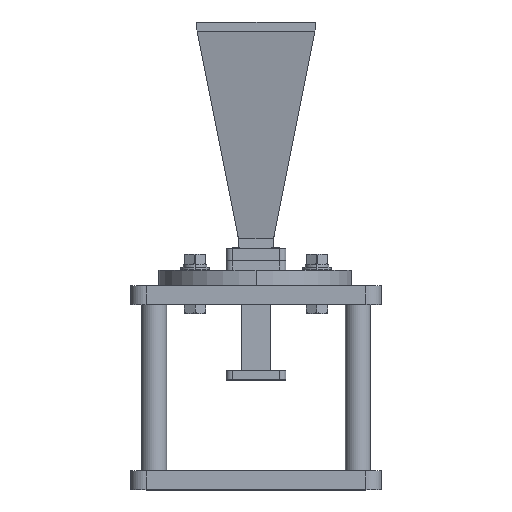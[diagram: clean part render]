
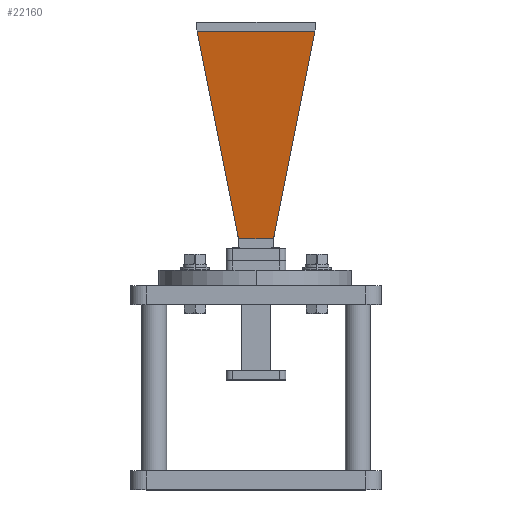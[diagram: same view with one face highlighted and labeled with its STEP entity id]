
A CAD part, top view. The second image highlights one B-rep face of the part: STEP entity #22160.
In plain terms, the highlighted face is planar.
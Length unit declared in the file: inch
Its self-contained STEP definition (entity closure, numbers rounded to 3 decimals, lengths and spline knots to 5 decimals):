
#11 = EDGE_CURVE ( 'NONE', #34914, #12860, #24381, .T. ) ;
#244 = EDGE_CURVE ( 'NONE', #38432, #34914, #10679, .T. ) ;
#1829 = VECTOR ( 'NONE', #22022, 39.37008 ) ;
#3336 = ORIENTED_EDGE ( 'NONE', *, *, #11, .T. ) ;
#3714 = FACE_OUTER_BOUND ( 'NONE', #8158, .T. ) ;
#4020 = DIRECTION ( 'NONE',  ( 0., 1., 0. ) ) ;
#8158 = EDGE_LOOP ( 'NONE', ( #3336, #10729, #30964, #29739 ) ) ;
#9922 = VECTOR ( 'NONE', #18154, 39.37008 ) ;
#9938 = PLANE ( 'NONE',  #23487 ) ;
#10097 = VERTEX_POINT ( 'NONE', #23638 ) ;
#10137 = DIRECTION ( 'NONE',  ( -0.159, 0., 0.987 ) ) ;
#10679 = LINE ( 'NONE', #13483, #31774 ) ;
#10729 = ORIENTED_EDGE ( 'NONE', *, *, #35143, .T. ) ;
#12860 = VERTEX_POINT ( 'NONE', #25084 ) ;
#13483 = CARTESIAN_POINT ( 'NONE',  ( -0.56799, 0.74043, 4.56242 ) ) ;
#15015 = CARTESIAN_POINT ( 'NONE',  ( -0.56799, 0.74043, 4.56242 ) ) ;
#18154 = DIRECTION ( 'NONE',  ( 0., -1., 0. ) ) ;
#18246 = LINE ( 'NONE', #21441, #1829 ) ;
#18757 = CARTESIAN_POINT ( 'NONE',  ( -0.14874, 0., 1.9622 ) ) ;
#21441 = CARTESIAN_POINT ( 'NONE',  ( -0.14874, -0.21904, 1.9622 ) ) ;
#22022 = DIRECTION ( 'NONE',  ( -0.156, -0.194, 0.968 ) ) ;
#22097 = LINE ( 'NONE', #22483, #28123 ) ;
#22160 = ADVANCED_FACE ( 'NONE', ( #3714 ), #9938, .T. ) ;
#22179 = DIRECTION ( 'NONE',  ( -0.987, 0., -0.159 ) ) ;
#22483 = CARTESIAN_POINT ( 'NONE',  ( -0.56799, 0., 4.56242 ) ) ;
#23487 = AXIS2_PLACEMENT_3D ( 'NONE', #28423, #22179, #10137 ) ;
#23638 = CARTESIAN_POINT ( 'NONE',  ( -0.56799, -0.74043, 4.56242 ) ) ;
#24381 = LINE ( 'NONE', #18757, #9922 ) ;
#25084 = CARTESIAN_POINT ( 'NONE',  ( -0.14874, -0.21904, 1.9622 ) ) ;
#28123 = VECTOR ( 'NONE', #4020, 39.37008 ) ;
#28423 = CARTESIAN_POINT ( 'NONE',  ( -0.3667, 0., 3.31397 ) ) ;
#28772 = DIRECTION ( 'NONE',  ( 0.156, -0.194, -0.968 ) ) ;
#29739 = ORIENTED_EDGE ( 'NONE', *, *, #244, .T. ) ;
#30964 = ORIENTED_EDGE ( 'NONE', *, *, #33361, .T. ) ;
#31774 = VECTOR ( 'NONE', #28772, 39.37008 ) ;
#33361 = EDGE_CURVE ( 'NONE', #10097, #38432, #22097, .T. ) ;
#34914 = VERTEX_POINT ( 'NONE', #37773 ) ;
#35143 = EDGE_CURVE ( 'NONE', #12860, #10097, #18246, .T. ) ;
#37773 = CARTESIAN_POINT ( 'NONE',  ( -0.14874, 0.21904, 1.9622 ) ) ;
#38432 = VERTEX_POINT ( 'NONE', #15015 ) ;
